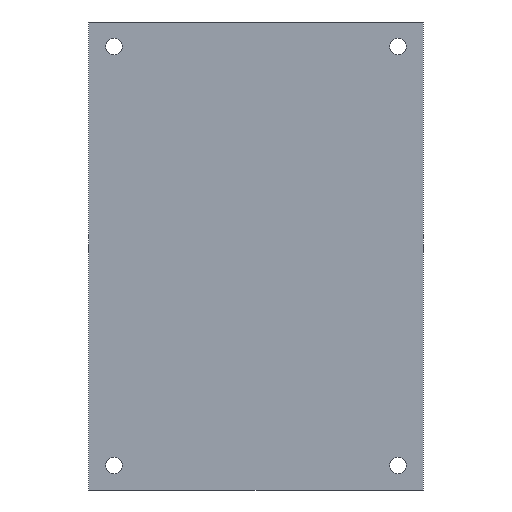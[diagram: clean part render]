
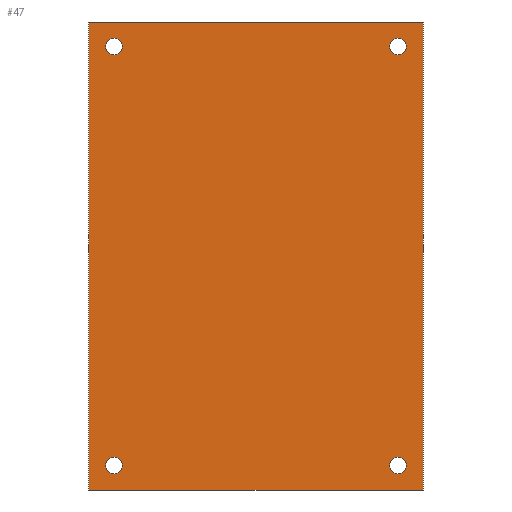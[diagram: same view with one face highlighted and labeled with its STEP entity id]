
A CAD part, front view. The second image highlights one B-rep face of the part: STEP entity #47.
In plain terms, the highlighted planar face has unit normal (0, -1, 0).
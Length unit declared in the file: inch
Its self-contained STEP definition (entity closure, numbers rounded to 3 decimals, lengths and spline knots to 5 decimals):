
#2 = EDGE_CURVE ( 'NONE', #420, #431, #336, .T. ) ;
#3 = EDGE_CURVE ( 'NONE', #317, #488, #323, .T. ) ;
#4 = EDGE_CURVE ( 'NONE', #392, #405, #289, .T. ) ;
#5 = EDGE_CURVE ( 'NONE', #384, #317, #288, .T. ) ;
#9 = EDGE_CURVE ( 'NONE', #324, #327, #296, .T. ) ;
#13 = EDGE_CURVE ( 'NONE', #313, #320, #304, .T. ) ;
#23 = DIRECTION ( 'NONE',  ( 0., 0., 1. ) ) ;
#24 = CARTESIAN_POINT ( 'NONE',  ( -2.125, -0.25, -3.1325 ) ) ;
#25 = DIRECTION ( 'NONE',  ( 0., 1., 0. ) ) ;
#28 = CARTESIAN_POINT ( 'NONE',  ( 2.5, -0.25, -3.5 ) ) ;
#29 = DIRECTION ( 'NONE',  ( -1., 0., 0. ) ) ;
#31 = DIRECTION ( 'NONE',  ( 0., 0., 1. ) ) ;
#32 = CARTESIAN_POINT ( 'NONE',  ( 2.125, -0.25, -3.1325 ) ) ;
#33 = CARTESIAN_POINT ( 'NONE',  ( -2.5, -0.25, -3.5 ) ) ;
#34 = DIRECTION ( 'NONE',  ( 0., 0., 1. ) ) ;
#35 = DIRECTION ( 'NONE',  ( 0., 1., 0. ) ) ;
#47 = ADVANCED_FACE ( 'NONE', ( #357, #467, #309, #453, #414 ), #222, .T. ) ;
#61 = AXIS2_PLACEMENT_3D ( 'NONE', #220, #225, #219 ) ;
#64 = AXIS2_PLACEMENT_3D ( 'NONE', #181, #153, #188 ) ;
#70 = AXIS2_PLACEMENT_3D ( 'NONE', #139, #183, #182 ) ;
#71 = AXIS2_PLACEMENT_3D ( 'NONE', #147, #146, #145 ) ;
#73 = AXIS2_PLACEMENT_3D ( 'NONE', #138, #136, #135 ) ;
#81 = EDGE_CURVE ( 'NONE', #447, #384, #450, .T. ) ;
#86 = EDGE_CURVE ( 'NONE', #405, #392, #423, .T. ) ;
#91 = EDGE_CURVE ( 'NONE', #431, #420, #312, .T. ) ;
#93 = AXIS2_PLACEMENT_3D ( 'NONE', #32, #35, #31 ) ;
#94 = AXIS2_PLACEMENT_3D ( 'NONE', #24, #25, #23 ) ;
#96 = AXIS2_PLACEMENT_3D ( 'NONE', #190, #282, #281 ) ;
#98 = AXIS2_PLACEMENT_3D ( 'NONE', #278, #255, #256 ) ;
#135 = DIRECTION ( 'NONE',  ( 0., 0., 1. ) ) ;
#136 = DIRECTION ( 'NONE',  ( 0., 1., 0. ) ) ;
#137 = CARTESIAN_POINT ( 'NONE',  ( -2.125, -0.25, 3.0075 ) ) ;
#138 = CARTESIAN_POINT ( 'NONE',  ( 2.125, -0.25, 3.1325 ) ) ;
#139 = CARTESIAN_POINT ( 'NONE',  ( 2.125, -0.25, -3.1325 ) ) ;
#143 = DIRECTION ( 'NONE',  ( 1., 0., 0. ) ) ;
#144 = CARTESIAN_POINT ( 'NONE',  ( 2.5, -0.25, 3.5 ) ) ;
#145 = DIRECTION ( 'NONE',  ( 0., 0., 1. ) ) ;
#146 = DIRECTION ( 'NONE',  ( 0., 1., 0. ) ) ;
#147 = CARTESIAN_POINT ( 'NONE',  ( -2.125, -0.25, 3.1325 ) ) ;
#153 = DIRECTION ( 'NONE',  ( 0., 1., 0. ) ) ;
#154 = CARTESIAN_POINT ( 'NONE',  ( -2.5, -0.25, 3.5 ) ) ;
#156 = CARTESIAN_POINT ( 'NONE',  ( 2.5, -0.25, 3.5 ) ) ;
#158 = CARTESIAN_POINT ( 'NONE',  ( 2.125, -0.25, -3.0075 ) ) ;
#159 = CARTESIAN_POINT ( 'NONE',  ( 2.125, -0.25, -3.2575 ) ) ;
#164 = CARTESIAN_POINT ( 'NONE',  ( -2.125, -0.25, -3.0075 ) ) ;
#165 = CARTESIAN_POINT ( 'NONE',  ( 2.5, -0.25, -3.5 ) ) ;
#170 = CARTESIAN_POINT ( 'NONE',  ( -2.125, -0.25, -3.2575 ) ) ;
#175 = CARTESIAN_POINT ( 'NONE',  ( -2.125, -0.25, 3.2575 ) ) ;
#176 = CARTESIAN_POINT ( 'NONE',  ( 2.125, -0.25, 3.2575 ) ) ;
#178 = CARTESIAN_POINT ( 'NONE',  ( -2.5, -0.25, -3.5 ) ) ;
#181 = CARTESIAN_POINT ( 'NONE',  ( -2.125, -0.25, -3.1325 ) ) ;
#182 = DIRECTION ( 'NONE',  ( 0., 0., 1. ) ) ;
#183 = DIRECTION ( 'NONE',  ( 0., 1., 0. ) ) ;
#186 = CARTESIAN_POINT ( 'NONE',  ( 2.125, -0.25, 3.0075 ) ) ;
#188 = DIRECTION ( 'NONE',  ( 0., 0., 1. ) ) ;
#190 = CARTESIAN_POINT ( 'NONE',  ( -2.125, -0.25, 3.1325 ) ) ;
#200 = DIRECTION ( 'NONE',  ( 0., 0., -1. ) ) ;
#204 = CARTESIAN_POINT ( 'NONE',  ( 2.5, -0.25, -3.5 ) ) ;
#219 = DIRECTION ( 'NONE',  ( 0., 0., -1. ) ) ;
#220 = CARTESIAN_POINT ( 'NONE',  ( -2.5, -0.25, 3.5 ) ) ;
#222 = PLANE ( 'NONE',  #61 ) ;
#225 = DIRECTION ( 'NONE',  ( 0., -1., 0. ) ) ;
#255 = DIRECTION ( 'NONE',  ( 0., 1., 0. ) ) ;
#256 = DIRECTION ( 'NONE',  ( 0., 0., 1. ) ) ;
#278 = CARTESIAN_POINT ( 'NONE',  ( 2.125, -0.25, 3.1325 ) ) ;
#281 = DIRECTION ( 'NONE',  ( 0., 0., 1. ) ) ;
#282 = DIRECTION ( 'NONE',  ( 0., 1., 0. ) ) ;
#288 = LINE ( 'NONE', #28, #293 ) ;
#289 = CIRCLE ( 'NONE', #94, 0.125 ) ;
#291 = VECTOR ( 'NONE', #34, 39.37008 ) ;
#293 = VECTOR ( 'NONE', #29, 39.37008 ) ;
#296 = CIRCLE ( 'NONE', #96, 0.125 ) ;
#304 = CIRCLE ( 'NONE', #98, 0.125 ) ;
#309 = FACE_BOUND ( 'NONE', #350, .T. ) ;
#312 = CIRCLE ( 'NONE', #70, 0.125 ) ;
#313 = VERTEX_POINT ( 'NONE', #186 ) ;
#315 = ORIENTED_EDGE ( 'NONE', *, *, #86, .T. ) ;
#317 = VERTEX_POINT ( 'NONE', #178 ) ;
#318 = ORIENTED_EDGE ( 'NONE', *, *, #4, .T. ) ;
#320 = VERTEX_POINT ( 'NONE', #176 ) ;
#321 = ORIENTED_EDGE ( 'NONE', *, *, #91, .T. ) ;
#323 = LINE ( 'NONE', #33, #291 ) ;
#324 = VERTEX_POINT ( 'NONE', #137 ) ;
#325 = ORIENTED_EDGE ( 'NONE', *, *, #2, .T. ) ;
#327 = VERTEX_POINT ( 'NONE', #175 ) ;
#328 = ORIENTED_EDGE ( 'NONE', *, *, #9, .T. ) ;
#331 = ORIENTED_EDGE ( 'NONE', *, *, #503, .T. ) ;
#335 = ORIENTED_EDGE ( 'NONE', *, *, #13, .T. ) ;
#336 = CIRCLE ( 'NONE', #93, 0.125 ) ;
#340 = ORIENTED_EDGE ( 'NONE', *, *, #505, .T. ) ;
#344 = EDGE_LOOP ( 'NONE', ( #432, #428, #424, #421 ) ) ;
#350 = EDGE_LOOP ( 'NONE', ( #325, #321 ) ) ;
#353 = EDGE_LOOP ( 'NONE', ( #331, #328 ) ) ;
#356 = EDGE_LOOP ( 'NONE', ( #318, #315 ) ) ;
#357 = FACE_BOUND ( 'NONE', #439, .T. ) ;
#371 = VECTOR ( 'NONE', #200, 39.37008 ) ;
#379 = CIRCLE ( 'NONE', #73, 0.125 ) ;
#384 = VERTEX_POINT ( 'NONE', #165 ) ;
#392 = VERTEX_POINT ( 'NONE', #164 ) ;
#405 = VERTEX_POINT ( 'NONE', #170 ) ;
#414 = FACE_OUTER_BOUND ( 'NONE', #344, .T. ) ;
#420 = VERTEX_POINT ( 'NONE', #158 ) ;
#421 = ORIENTED_EDGE ( 'NONE', *, *, #506, .F. ) ;
#423 = CIRCLE ( 'NONE', #64, 0.125 ) ;
#424 = ORIENTED_EDGE ( 'NONE', *, *, #81, .F. ) ;
#426 = CIRCLE ( 'NONE', #71, 0.125 ) ;
#428 = ORIENTED_EDGE ( 'NONE', *, *, #5, .F. ) ;
#430 = VECTOR ( 'NONE', #143, 39.37008 ) ;
#431 = VERTEX_POINT ( 'NONE', #159 ) ;
#432 = ORIENTED_EDGE ( 'NONE', *, *, #3, .F. ) ;
#439 = EDGE_LOOP ( 'NONE', ( #340, #335 ) ) ;
#447 = VERTEX_POINT ( 'NONE', #156 ) ;
#450 = LINE ( 'NONE', #204, #371 ) ;
#453 = FACE_BOUND ( 'NONE', #356, .T. ) ;
#457 = LINE ( 'NONE', #144, #430 ) ;
#467 = FACE_BOUND ( 'NONE', #353, .T. ) ;
#488 = VERTEX_POINT ( 'NONE', #154 ) ;
#503 = EDGE_CURVE ( 'NONE', #327, #324, #426, .T. ) ;
#505 = EDGE_CURVE ( 'NONE', #320, #313, #379, .T. ) ;
#506 = EDGE_CURVE ( 'NONE', #488, #447, #457, .T. ) ;
